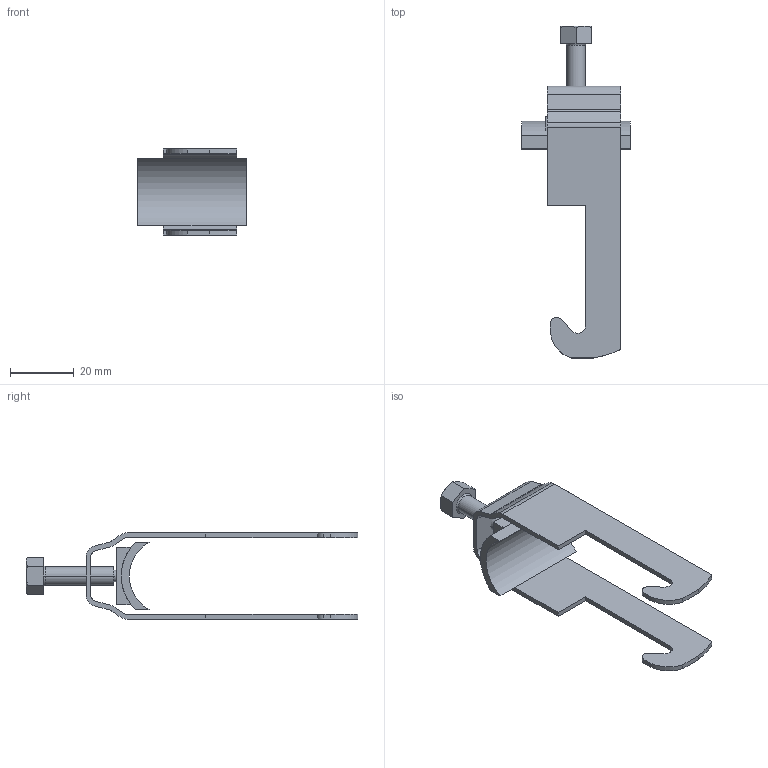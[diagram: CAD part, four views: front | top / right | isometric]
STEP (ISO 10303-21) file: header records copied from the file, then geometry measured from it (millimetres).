
FILE_DESCRIPTION((''),'2;1');
FILE_NAME('1180223_ASM','2013-03-28T',('AndreasKeweloh'),(''),'PRO/ENGINEER BY PARAMETRIC TECHNOLOGY CORPORATION, 2012360','PRO/ENGINEER BY PARAMETRIC TECHNOLOGY CORPORATION, 2012360','');
FILE_SCHEMA(('CONFIG_CONTROL_DESIGN'));
Length unit declared in the file: millimetre
Products named in the file (4): 1180223_BUEGEL; 1180223_SCHR; 1180223_KUNST-DRUCKW; 1180223_ASM
Assembly tree (3 placements, depth 2):
  1180223_ASM
    1180223_BUEGEL
    1180223_SCHR
    1180223_KUNST-DRUCKW
Bounding box: 34 x 103.89 x 27 mm (x, y, z)
Volume: 9003.7 mm3; surface area: 10394.5 mm2
Topology: 3 solids, 3 shells, 77 faces, 200 edges, 132 vertices
Faces by surface type: plane 41, cylinder 32, cone 2, torus 2
Entity records: 2527 total; most frequent: CARTESIAN_POINT 469, DIRECTION 434, ORIENTED_EDGE 400, EDGE_CURVE 200, AXIS2_PLACEMENT_3D 156, VERTEX_POINT 132, VECTOR 122, LINE 122
